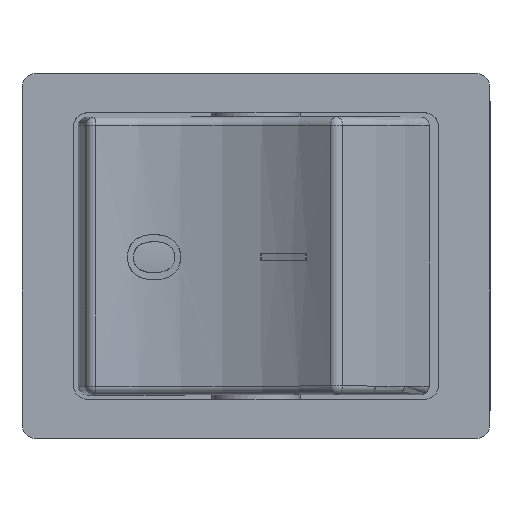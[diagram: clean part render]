
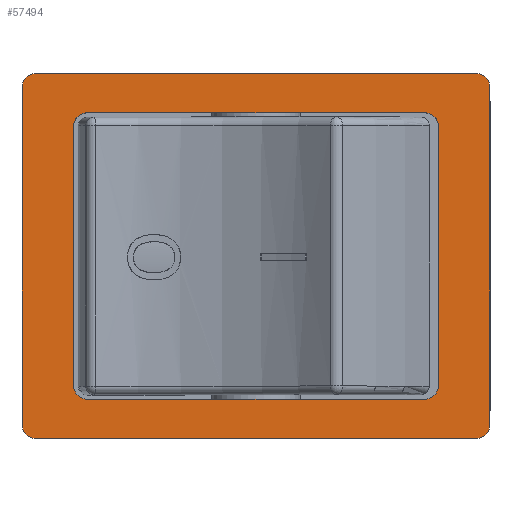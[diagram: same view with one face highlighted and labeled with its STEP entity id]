
A CAD part, top view. The second image highlights one B-rep face of the part: STEP entity #57494.
In plain terms, the highlighted planar face has unit normal (0, 0, 1).
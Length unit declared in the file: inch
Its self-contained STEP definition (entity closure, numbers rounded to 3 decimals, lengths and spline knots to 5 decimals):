
#57349=CARTESIAN_POINT('',(0.69291,0.54134,0.79921));
#57350=DIRECTION('',(0.0,0.0,1.0));
#57351=DIRECTION('',(1.0,0.0,0.0));
#57352=AXIS2_PLACEMENT_3D('',#57349,#57350,#57351);
#57353=PLANE('',#57352);
#57354=CARTESIAN_POINT('',(0.62992,-0.45276,0.79921));
#57355=VERTEX_POINT('',#57354);
#57356=CARTESIAN_POINT('',(0.59055,-0.49213,0.79921));
#57357=VERTEX_POINT('',#57356);
#57358=CARTESIAN_POINT('',(0.59055,-0.45276,0.79921));
#57359=DIRECTION('',(0.0,0.0,-1.0));
#57360=DIRECTION('',(0.707,-0.707,0.0));
#57361=AXIS2_PLACEMENT_3D('',#57358,#57359,#57360);
#57362=CIRCLE('',#57361,0.03937);
#57363=EDGE_CURVE('',#57355,#57357,#57362,.T.);
#57364=ORIENTED_EDGE('',*,*,#57363,.F.);
#57365=CARTESIAN_POINT('',(0.62992,0.45276,0.79921));
#57366=VERTEX_POINT('',#57365);
#57367=CARTESIAN_POINT('',(0.62992,0.45276,0.79921));
#57368=DIRECTION('',(0.0,-1.0,0.0));
#57369=VECTOR('',#57368,0.90551);
#57370=LINE('',#57367,#57369);
#57371=EDGE_CURVE('',#57366,#57355,#57370,.T.);
#57372=ORIENTED_EDGE('',*,*,#57371,.F.);
#57373=CARTESIAN_POINT('',(0.59055,0.49213,0.79921));
#57374=VERTEX_POINT('',#57373);
#57375=CARTESIAN_POINT('',(0.59055,0.45276,0.79921));
#57376=DIRECTION('',(0.0,0.0,-1.0));
#57377=DIRECTION('',(0.707,0.707,0.0));
#57378=AXIS2_PLACEMENT_3D('',#57375,#57376,#57377);
#57379=CIRCLE('',#57378,0.03937);
#57380=EDGE_CURVE('',#57374,#57366,#57379,.T.);
#57381=ORIENTED_EDGE('',*,*,#57380,.F.);
#57382=CARTESIAN_POINT('',(-0.59055,0.49213,0.79921));
#57383=VERTEX_POINT('',#57382);
#57384=CARTESIAN_POINT('',(-0.59055,0.49213,0.79921));
#57385=DIRECTION('',(1.0,0.0,0.0));
#57386=VECTOR('',#57385,1.1811);
#57387=LINE('',#57384,#57386);
#57388=EDGE_CURVE('',#57383,#57374,#57387,.T.);
#57389=ORIENTED_EDGE('',*,*,#57388,.F.);
#57390=CARTESIAN_POINT('',(-0.62992,0.45276,0.79921));
#57391=VERTEX_POINT('',#57390);
#57392=CARTESIAN_POINT('',(-0.59055,0.45276,0.79921));
#57393=DIRECTION('',(0.0,0.0,-1.0));
#57394=DIRECTION('',(-0.707,0.707,0.0));
#57395=AXIS2_PLACEMENT_3D('',#57392,#57393,#57394);
#57396=CIRCLE('',#57395,0.03937);
#57397=EDGE_CURVE('',#57391,#57383,#57396,.T.);
#57398=ORIENTED_EDGE('',*,*,#57397,.F.);
#57399=CARTESIAN_POINT('',(-0.62992,-0.45276,0.79921));
#57400=VERTEX_POINT('',#57399);
#57401=CARTESIAN_POINT('',(-0.62992,-0.45276,0.79921));
#57402=DIRECTION('',(0.0,1.0,0.0));
#57403=VECTOR('',#57402,0.90551);
#57404=LINE('',#57401,#57403);
#57405=EDGE_CURVE('',#57400,#57391,#57404,.T.);
#57406=ORIENTED_EDGE('',*,*,#57405,.F.);
#57407=CARTESIAN_POINT('',(-0.59055,-0.49213,0.79921));
#57408=VERTEX_POINT('',#57407);
#57409=CARTESIAN_POINT('',(-0.59055,-0.45276,0.79921));
#57410=DIRECTION('',(0.0,0.0,-1.0));
#57411=DIRECTION('',(-0.707,-0.707,0.0));
#57412=AXIS2_PLACEMENT_3D('',#57409,#57410,#57411);
#57413=CIRCLE('',#57412,0.03937);
#57414=EDGE_CURVE('',#57408,#57400,#57413,.T.);
#57415=ORIENTED_EDGE('',*,*,#57414,.F.);
#57416=CARTESIAN_POINT('',(0.59055,-0.49213,0.79921));
#57417=DIRECTION('',(-1.0,0.0,0.0));
#57418=VECTOR('',#57417,1.1811);
#57419=LINE('',#57416,#57418);
#57420=EDGE_CURVE('',#57357,#57408,#57419,.T.);
#57421=ORIENTED_EDGE('',*,*,#57420,.F.);
#57422=EDGE_LOOP('',(#57364,#57372,#57381,#57389,#57398,#57406,#57415,#57421));
#57423=FACE_OUTER_BOUND('',#57422,.T.);
#57424=CARTESIAN_POINT('',(0.49213,0.34646,0.79921));
#57425=VERTEX_POINT('',#57424);
#57426=CARTESIAN_POINT('',(0.49213,-0.34646,0.79921));
#57427=VERTEX_POINT('',#57426);
#57428=CARTESIAN_POINT('',(0.49213,0.34646,0.79921));
#57429=DIRECTION('',(0.0,-1.0,0.0));
#57430=VECTOR('',#57429,0.69291);
#57431=LINE('',#57428,#57430);
#57432=EDGE_CURVE('',#57425,#57427,#57431,.T.);
#57433=ORIENTED_EDGE('',*,*,#57432,.T.);
#57434=CARTESIAN_POINT('',(0.45276,-0.38583,0.79921));
#57435=VERTEX_POINT('',#57434);
#57436=CARTESIAN_POINT('',(0.45276,-0.34646,0.79921));
#57437=DIRECTION('',(0.0,0.0,1.0));
#57438=DIRECTION('',(0.707,-0.707,0.0));
#57439=AXIS2_PLACEMENT_3D('',#57436,#57437,#57438);
#57440=CIRCLE('',#57439,0.03937);
#57441=EDGE_CURVE('',#57435,#57427,#57440,.T.);
#57442=ORIENTED_EDGE('',*,*,#57441,.F.);
#57443=CARTESIAN_POINT('',(-0.45276,-0.38583,0.79921));
#57444=VERTEX_POINT('',#57443);
#57445=CARTESIAN_POINT('',(0.45276,-0.38583,0.79921));
#57446=DIRECTION('',(-1.0,0.0,0.0));
#57447=VECTOR('',#57446,0.90551);
#57448=LINE('',#57445,#57447);
#57449=EDGE_CURVE('',#57435,#57444,#57448,.T.);
#57450=ORIENTED_EDGE('',*,*,#57449,.T.);
#57451=CARTESIAN_POINT('',(-0.49213,-0.34646,0.79921));
#57452=VERTEX_POINT('',#57451);
#57453=CARTESIAN_POINT('',(-0.45276,-0.34646,0.79921));
#57454=DIRECTION('',(0.0,0.0,1.0));
#57455=DIRECTION('',(-0.707,-0.707,0.0));
#57456=AXIS2_PLACEMENT_3D('',#57453,#57454,#57455);
#57457=CIRCLE('',#57456,0.03937);
#57458=EDGE_CURVE('',#57452,#57444,#57457,.T.);
#57459=ORIENTED_EDGE('',*,*,#57458,.F.);
#57460=CARTESIAN_POINT('',(-0.49213,0.34646,0.79921));
#57461=VERTEX_POINT('',#57460);
#57462=CARTESIAN_POINT('',(-0.49213,-0.34646,0.79921));
#57463=DIRECTION('',(0.0,1.0,0.0));
#57464=VECTOR('',#57463,0.69291);
#57465=LINE('',#57462,#57464);
#57466=EDGE_CURVE('',#57452,#57461,#57465,.T.);
#57467=ORIENTED_EDGE('',*,*,#57466,.T.);
#57468=CARTESIAN_POINT('',(-0.45276,0.38583,0.79921));
#57469=VERTEX_POINT('',#57468);
#57470=CARTESIAN_POINT('',(-0.45276,0.34646,0.79921));
#57471=DIRECTION('',(0.0,0.0,1.0));
#57472=DIRECTION('',(-0.707,0.707,0.0));
#57473=AXIS2_PLACEMENT_3D('',#57470,#57471,#57472);
#57474=CIRCLE('',#57473,0.03937);
#57475=EDGE_CURVE('',#57469,#57461,#57474,.T.);
#57476=ORIENTED_EDGE('',*,*,#57475,.F.);
#57477=CARTESIAN_POINT('',(0.45276,0.38583,0.79921));
#57478=VERTEX_POINT('',#57477);
#57479=CARTESIAN_POINT('',(-0.45276,0.38583,0.79921));
#57480=DIRECTION('',(1.0,0.0,0.0));
#57481=VECTOR('',#57480,0.90551);
#57482=LINE('',#57479,#57481);
#57483=EDGE_CURVE('',#57469,#57478,#57482,.T.);
#57484=ORIENTED_EDGE('',*,*,#57483,.T.);
#57485=CARTESIAN_POINT('',(0.45276,0.34646,0.79921));
#57486=DIRECTION('',(0.0,0.0,1.0));
#57487=DIRECTION('',(0.707,0.707,0.0));
#57488=AXIS2_PLACEMENT_3D('',#57485,#57486,#57487);
#57489=CIRCLE('',#57488,0.03937);
#57490=EDGE_CURVE('',#57425,#57478,#57489,.T.);
#57491=ORIENTED_EDGE('',*,*,#57490,.F.);
#57492=EDGE_LOOP('',(#57433,#57442,#57450,#57459,#57467,#57476,#57484,#57491));
#57493=FACE_BOUND('',#57492,.T.);
#57494=ADVANCED_FACE('',(#57423,#57493),#57353,.T.);
